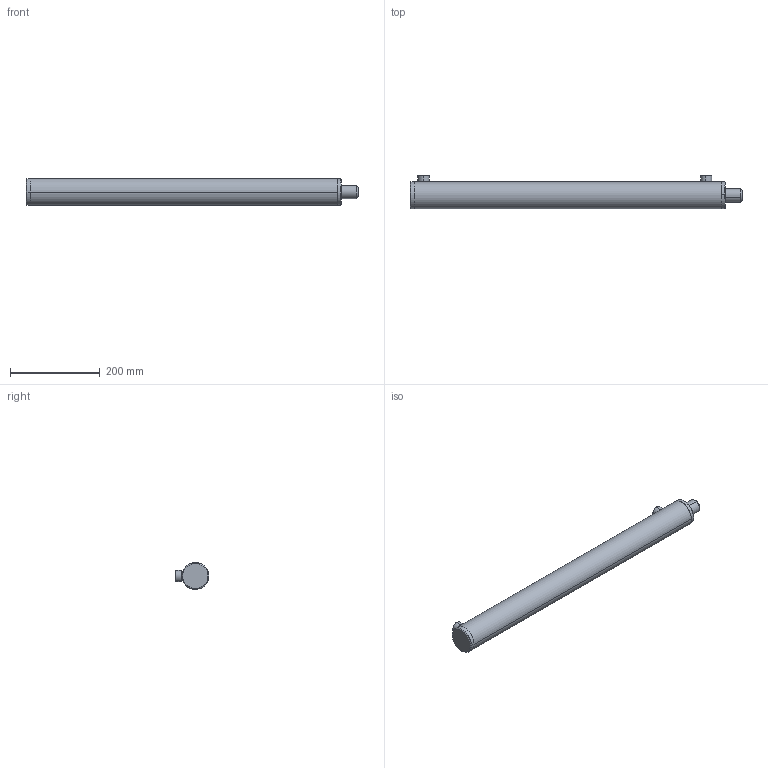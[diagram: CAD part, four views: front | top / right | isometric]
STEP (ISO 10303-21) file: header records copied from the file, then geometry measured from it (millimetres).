
FILE_DESCRIPTION (( 'STEP AP203' ), '1' );
FILE_NAME ('702-6NU.STEP', '2014-12-15T06:48:30', ( '' ), ( '' ), 'SwSTEP 2.0', 'SolidWorks 2015', '' );
FILE_SCHEMA (( 'CONFIG_CONTROL_DESIGN' ));
Length unit declared in the file: millimetre
Products named in the file (7): AL38; Boden^702-6NU; 702-6NU; D702^702-6NU; Rohr^702-6NU; Stange^702-6NU; P702^702-6NU
Assembly tree (7 placements, depth 2):
  702-6NU
    Rohr^702-6NU
    Stange^702-6NU
    AL38  x2
    D702^702-6NU
    P702^702-6NU
    Boden^702-6NU
Bounding box: 740 x 75 x 60 mm (x, y, z)
Volume: 1244829.6 mm3; surface area: 347357.4 mm2
Topology: 7 solids, 7 shells, 94 faces, 200 edges, 122 vertices
Faces by surface type: cylinder 40, cone 28, plane 20, torus 6
Entity records: 3221 total; most frequent: CARTESIAN_POINT 640, DIRECTION 432, ORIENTED_EDGE 344, AXIS2_PLACEMENT_3D 186, EDGE_CURVE 172, VERTEX_POINT 106, CIRCLE 96, EDGE_LOOP 94
